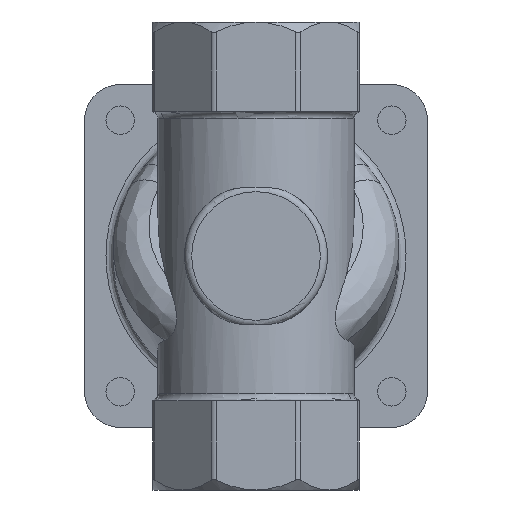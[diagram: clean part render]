
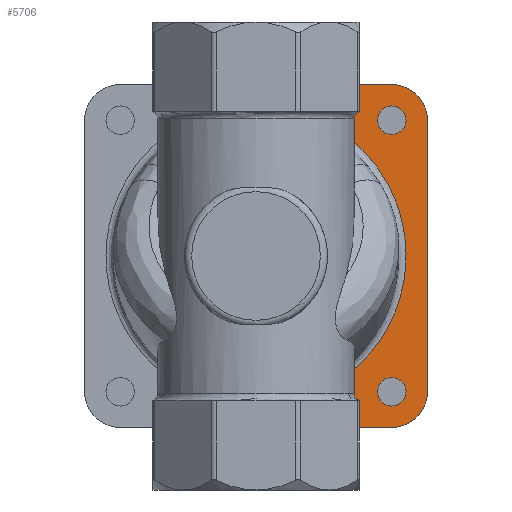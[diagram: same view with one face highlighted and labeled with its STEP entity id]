
A CAD part, front view. The second image highlights one B-rep face of the part: STEP entity #5706.
In plain terms, the highlighted planar face has unit normal (0, -1, 0).
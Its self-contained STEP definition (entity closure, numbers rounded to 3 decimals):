
#97=FACE_BOUND('',#898,.T.);
#98=FACE_BOUND('',#899,.T.);
#342=PLANE('',#6141);
#554=FACE_OUTER_BOUND('',#897,.T.);
#897=EDGE_LOOP('',(#4393,#4394,#4395,#4396,#4397,#4398,#4399,#4400,#4401,
#4402,#4403));
#898=EDGE_LOOP('',(#4404));
#899=EDGE_LOOP('',(#4405));
#1166=CIRCLE('',#6142,10.);
#1167=CIRCLE('',#6143,10.);
#1168=CIRCLE('',#6144,4.);
#1169=CIRCLE('',#6145,4.);
#1359=LINE('',#8222,#1680);
#1450=LINE('',#10627,#1771);
#1482=LINE('',#11007,#1803);
#1490=LINE('',#11285,#1811);
#1491=LINE('',#11289,#1812);
#1492=LINE('',#11292,#1813);
#1680=VECTOR('',#6561,10.);
#1771=VECTOR('',#6832,10.);
#1803=VECTOR('',#6946,10.);
#1811=VECTOR('',#6988,10.);
#1812=VECTOR('',#6991,10.);
#1813=VECTOR('',#6994,10.);
#2189=B_SPLINE_CURVE_WITH_KNOTS('',3,(#10193,#10194,#10195,#10196,#10197,
#10198,#10199,#10200,#10201,#10202,#10203,#10204,#10205,#10206,#10207),
 .UNSPECIFIED.,.F.,.F.,(4,1,1,1,1,1,1,1,1,1,1,1,4),(-11.187,-9.822,
-8.456,-7.091,-5.726,-4.36,
-2.995,-2.312,-1.971,-1.8,
-1.715,-1.672,-1.63),.UNSPECIFIED.);
#2226=B_SPLINE_CURVE_WITH_KNOTS('',3,(#11235,#11236,#11237,#11238,#11239,
#11240,#11241,#11242,#11243,#11244),.UNSPECIFIED.,.F.,.F.,(4,2,2,2,4),(0.723,
0.788,0.869,0.973,1.011),
 .UNSPECIFIED.);
#2229=B_SPLINE_CURVE_WITH_KNOTS('',3,(#11293,#11294,#11295,#11296,#11297,
#11298,#11299,#11300),.UNSPECIFIED.,.F.,.F.,(4,2,2,4),(1.881,
1.919,2.022,2.087),.UNSPECIFIED.);
#2302=VERTEX_POINT('',#8212);
#2303=VERTEX_POINT('',#8221);
#2457=VERTEX_POINT('',#10181);
#2458=VERTEX_POINT('',#10192);
#2486=VERTEX_POINT('',#10624);
#2487=VERTEX_POINT('',#10626);
#2534=VERTEX_POINT('',#11005);
#2558=VERTEX_POINT('',#11284);
#2559=VERTEX_POINT('',#11286);
#2560=VERTEX_POINT('',#11288);
#2561=VERTEX_POINT('',#11290);
#2562=VERTEX_POINT('',#11301);
#2563=VERTEX_POINT('',#11303);
#2849=EDGE_CURVE('',#2302,#2303,#1359,.T.);
#3075=EDGE_CURVE('',#2457,#2458,#2189,.T.);
#3122=EDGE_CURVE('',#2487,#2486,#1450,.T.);
#3188=EDGE_CURVE('',#2534,#2457,#1482,.T.);
#3210=EDGE_CURVE('',#2534,#2487,#2226,.T.);
#3222=EDGE_CURVE('',#2486,#2558,#1490,.T.);
#3223=EDGE_CURVE('',#2558,#2559,#1166,.T.);
#3224=EDGE_CURVE('',#2559,#2560,#1491,.T.);
#3225=EDGE_CURVE('',#2560,#2561,#1167,.T.);
#3226=EDGE_CURVE('',#2561,#2303,#1492,.T.);
#3227=EDGE_CURVE('',#2302,#2458,#2229,.T.);
#3228=EDGE_CURVE('',#2562,#2562,#1168,.T.);
#3229=EDGE_CURVE('',#2563,#2563,#1169,.T.);
#4393=ORIENTED_EDGE('',*,*,#3075,.F.);
#4394=ORIENTED_EDGE('',*,*,#3188,.F.);
#4395=ORIENTED_EDGE('',*,*,#3210,.T.);
#4396=ORIENTED_EDGE('',*,*,#3122,.T.);
#4397=ORIENTED_EDGE('',*,*,#3222,.T.);
#4398=ORIENTED_EDGE('',*,*,#3223,.T.);
#4399=ORIENTED_EDGE('',*,*,#3224,.T.);
#4400=ORIENTED_EDGE('',*,*,#3225,.T.);
#4401=ORIENTED_EDGE('',*,*,#3226,.T.);
#4402=ORIENTED_EDGE('',*,*,#2849,.F.);
#4403=ORIENTED_EDGE('',*,*,#3227,.T.);
#4404=ORIENTED_EDGE('',*,*,#3228,.T.);
#4405=ORIENTED_EDGE('',*,*,#3229,.T.);
#5706=ADVANCED_FACE('',(#554,#97,#98),#342,.F.);
#6141=AXIS2_PLACEMENT_3D('',#11283,#6986,#6987);
#6142=AXIS2_PLACEMENT_3D('',#11287,#6989,#6990);
#6143=AXIS2_PLACEMENT_3D('',#11291,#6992,#6993);
#6144=AXIS2_PLACEMENT_3D('',#11302,#6995,#6996);
#6145=AXIS2_PLACEMENT_3D('',#11304,#6997,#6998);
#6561=DIRECTION('',(0.,0.,1.));
#6832=DIRECTION('',(0.,0.,-1.));
#6946=DIRECTION('',(0.,0.,1.));
#6986=DIRECTION('center_axis',(0.,1.,0.));
#6987=DIRECTION('ref_axis',(0.,0.,1.));
#6988=DIRECTION('',(1.,0.,0.));
#6989=DIRECTION('center_axis',(0.,-1.,0.));
#6990=DIRECTION('ref_axis',(1.,0.,0.));
#6991=DIRECTION('',(0.,0.,1.));
#6992=DIRECTION('center_axis',(0.,-1.,0.));
#6993=DIRECTION('ref_axis',(0.,0.,1.));
#6994=DIRECTION('',(-1.,0.,0.));
#6995=DIRECTION('center_axis',(0.,1.,0.));
#6996=DIRECTION('ref_axis',(-1.,0.,0.));
#6997=DIRECTION('center_axis',(0.,1.,0.));
#6998=DIRECTION('ref_axis',(-1.,0.,0.));
#8212=CARTESIAN_POINT('',(19.968,20.894,-25.092));
#8221=CARTESIAN_POINT('',(19.968,20.894,-17.5));
#8222=CARTESIAN_POINT('',(19.968,20.894,-32.75));
#10181=CARTESIAN_POINT('',(17.879,20.894,-103.479));
#10192=CARTESIAN_POINT('',(18.137,20.894,-26.197));
#10193=CARTESIAN_POINT('Ctrl Pts',(17.879,20.894,-103.479));
#10194=CARTESIAN_POINT('Ctrl Pts',(21.997,20.894,-101.541));
#10195=CARTESIAN_POINT('Ctrl Pts',(29.598,20.894,-96.314));
#10196=CARTESIAN_POINT('Ctrl Pts',(37.897,20.894,-85.244));
#10197=CARTESIAN_POINT('Ctrl Pts',(42.226,20.894,-72.102));
#10198=CARTESIAN_POINT('Ctrl Pts',(42.138,20.894,-58.268));
#10199=CARTESIAN_POINT('Ctrl Pts',(37.654,20.894,-45.181));
#10200=CARTESIAN_POINT('Ctrl Pts',(30.662,20.894,-36.02));
#10201=CARTESIAN_POINT('Ctrl Pts',(24.505,20.894,-30.944));
#10202=CARTESIAN_POINT('Ctrl Pts',(21.221,20.894,-28.681));
#10203=CARTESIAN_POINT('Ctrl Pts',(19.594,20.894,-27.549));
#10204=CARTESIAN_POINT('Ctrl Pts',(18.813,20.894,-26.927));
#10205=CARTESIAN_POINT('Ctrl Pts',(18.401,20.894,-26.532));
#10206=CARTESIAN_POINT('Ctrl Pts',(18.218,20.894,-26.314));
#10207=CARTESIAN_POINT('Ctrl Pts',(18.137,20.894,-26.197));
#10624=CARTESIAN_POINT('',(19.968,20.894,-113.5));
#10626=CARTESIAN_POINT('',(19.968,20.894,-105.908));
#10627=CARTESIAN_POINT('',(19.968,20.894,-85.75));
#11005=CARTESIAN_POINT('',(17.879,20.894,-104.));
#11007=CARTESIAN_POINT('',(17.879,20.894,-25.));
#11235=CARTESIAN_POINT('Ctrl Pts',(17.879,20.894,-104.));
#11236=CARTESIAN_POINT('Ctrl Pts',(17.879,20.894,-104.216));
#11237=CARTESIAN_POINT('Ctrl Pts',(17.948,20.894,-104.466));
#11238=CARTESIAN_POINT('Ctrl Pts',(18.177,20.894,-104.897));
#11239=CARTESIAN_POINT('Ctrl Pts',(18.399,20.894,-105.137));
#11240=CARTESIAN_POINT('Ctrl Pts',(18.887,20.894,-105.515));
#11241=CARTESIAN_POINT('Ctrl Pts',(19.258,20.894,-105.698));
#11242=CARTESIAN_POINT('Ctrl Pts',(19.705,20.894,-105.844));
#11243=CARTESIAN_POINT('Ctrl Pts',(19.835,20.894,-105.88));
#11244=CARTESIAN_POINT('Ctrl Pts',(19.968,20.894,-105.908));
#11283=CARTESIAN_POINT('Origin',(0.,20.894,
-65.5));
#11284=CARTESIAN_POINT('',(38.,20.894,-113.5));
#11285=CARTESIAN_POINT('',(38.,20.894,-113.5));
#11286=CARTESIAN_POINT('',(48.,20.894,-103.5));
#11287=CARTESIAN_POINT('Origin',(38.,20.894,-103.5));
#11288=CARTESIAN_POINT('',(48.,20.894,-27.5));
#11289=CARTESIAN_POINT('',(48.,20.894,-27.5));
#11290=CARTESIAN_POINT('',(38.,20.894,-17.5));
#11291=CARTESIAN_POINT('Origin',(38.,20.894,-27.5));
#11292=CARTESIAN_POINT('',(-38.,20.894,-17.5));
#11293=CARTESIAN_POINT('Ctrl Pts',(19.968,20.894,-25.092));
#11294=CARTESIAN_POINT('Ctrl Pts',(19.835,20.894,-25.12));
#11295=CARTESIAN_POINT('Ctrl Pts',(19.705,20.894,-25.156));
#11296=CARTESIAN_POINT('Ctrl Pts',(19.258,20.894,-25.302));
#11297=CARTESIAN_POINT('Ctrl Pts',(18.887,20.894,-25.485));
#11298=CARTESIAN_POINT('Ctrl Pts',(18.443,20.894,-25.829));
#11299=CARTESIAN_POINT('Ctrl Pts',(18.264,20.894,-26.007));
#11300=CARTESIAN_POINT('Ctrl Pts',(18.137,20.894,-26.197));
#11301=CARTESIAN_POINT('',(42.,20.894,-27.5));
#11302=CARTESIAN_POINT('Origin',(38.,20.894,-27.5));
#11303=CARTESIAN_POINT('',(42.,20.894,-103.5));
#11304=CARTESIAN_POINT('Origin',(38.,20.894,-103.5));
